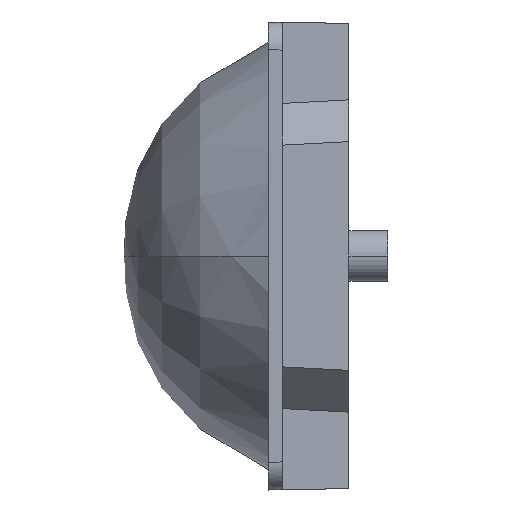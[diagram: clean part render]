
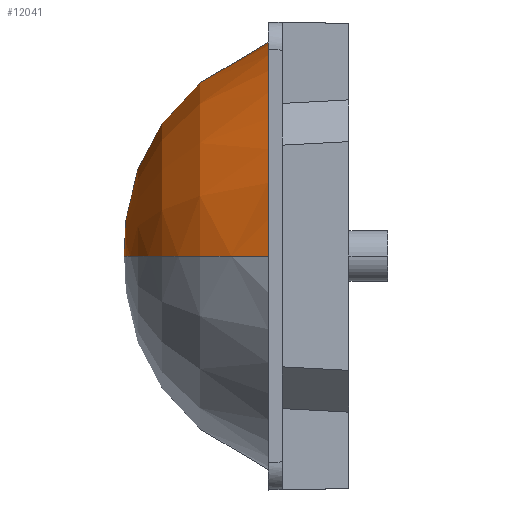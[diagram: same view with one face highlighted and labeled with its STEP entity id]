
A CAD part, left-side view. The second image highlights one B-rep face of the part: STEP entity #12041.
In plain terms, the highlighted face is a revolution surface.
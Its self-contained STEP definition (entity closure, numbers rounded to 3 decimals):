
#2859=CARTESIAN_POINT('',(0.,2.2,0.));
#2860=DIRECTION('',(0.,1.,0.));
#2861=DIRECTION('',(-1.,0.,0.));
#2862=AXIS2_PLACEMENT_3D('',#2859,#2860,#2861);
#3191=CARTESIAN_POINT('',(-7.692,2.2,0.));
#3192=CARTESIAN_POINT('',(-7.341,3.163,0.));
#3193=CARTESIAN_POINT('',(-6.459,4.78,0.));
#3194=CARTESIAN_POINT('',(-4.524,6.318,0.));
#3195=CARTESIAN_POINT('',(-2.872,7.069,0.));
#3196=CARTESIAN_POINT('',(-1.302,7.36,0.));
#3197=CARTESIAN_POINT('',(-0.401,7.386,0.));
#3198=CARTESIAN_POINT('',(0.,7.386,0.));
#3200=CARTESIAN_POINT('',(7.692,2.2,0.));
#3201=CARTESIAN_POINT('',(7.341,3.163,0.));
#3202=CARTESIAN_POINT('',(6.459,4.78,0.));
#3203=CARTESIAN_POINT('',(4.524,6.318,0.));
#3204=CARTESIAN_POINT('',(2.872,7.069,0.));
#3205=CARTESIAN_POINT('',(1.302,7.36,0.));
#3206=CARTESIAN_POINT('',(0.401,7.386,0.));
#3207=CARTESIAN_POINT('',(0.,7.386,0.));
#7509=CARTESIAN_POINT('',(-7.692,2.2,0.));
#7510=CARTESIAN_POINT('',(7.692,2.2,0.));
#7511=VERTEX_POINT('',#7509);
#7512=VERTEX_POINT('',#7510);
#7562=VERTEX_POINT('',#3207);
#12020=CARTESIAN_POINT('',(7.75,2.036,0.));
#12021=CARTESIAN_POINT('',(7.731,2.091,0.));
#12022=CARTESIAN_POINT('',(7.372,3.107,0.));
#12023=CARTESIAN_POINT('',(6.459,4.78,0.));
#12024=CARTESIAN_POINT('',(4.524,6.318,0.));
#12025=CARTESIAN_POINT('',(2.872,7.069,0.));
#12026=CARTESIAN_POINT('',(1.302,7.36,0.));
#12027=CARTESIAN_POINT('',(0.401,7.386,0.));
#12028=CARTESIAN_POINT('',(0.,7.386,0.));
#12030=CARTESIAN_POINT('',(0.,1.709,0.));
#12031=DIRECTION('',(0.,1.,0.));
#12032=AXIS1_PLACEMENT('',#12030,#12031);
#12033=SURFACE_OF_REVOLUTION('',#12029,#12032);
#12035=ORIENTED_EDGE('',*,*,#12034,.F.);
#12036=ORIENTED_EDGE('',*,*,#11593,.F.);
#12038=ORIENTED_EDGE('',*,*,#12037,.T.);
#12039=EDGE_LOOP('',(#12035,#12036,#12038));
#12040=FACE_OUTER_BOUND('',#12039,.F.);
#12041=ADVANCED_FACE('',(#12040),#12033,.T.);
#2863=CIRCLE('',#2862,7.692);
#3199=B_SPLINE_CURVE_WITH_KNOTS('',3,(#3191,#3192,#3193,#3194,#3195,#3196,#3197,
#3198),.UNSPECIFIED.,.F.,.F.,(4,1,1,1,1,4),(0.,0.323,
0.528,0.728,0.877,1.),.UNSPECIFIED.);
#3208=B_SPLINE_CURVE_WITH_KNOTS('',3,(#3200,#3201,#3202,#3203,#3204,#3205,#3206,
#3207),.UNSPECIFIED.,.F.,.F.,(4,1,1,1,1,4),(0.,0.323,
0.528,0.728,0.877,1.),.UNSPECIFIED.);
#11593=EDGE_CURVE('',#7511,#7512,#2863,.T.);
#12029=B_SPLINE_CURVE_WITH_KNOTS('',3,(#12020,#12021,#12022,#12023,#12024,
#12025,#12026,#12027,#12028),.UNSPECIFIED.,.F.,.F.,(4,1,1,1,1,1,4),(0.,
0.018,0.335,0.536,0.732,
0.88,1.),.UNSPECIFIED.);
#12034=EDGE_CURVE('',#7512,#7562,#3208,.T.);
#12037=EDGE_CURVE('',#7511,#7562,#3199,.T.);
